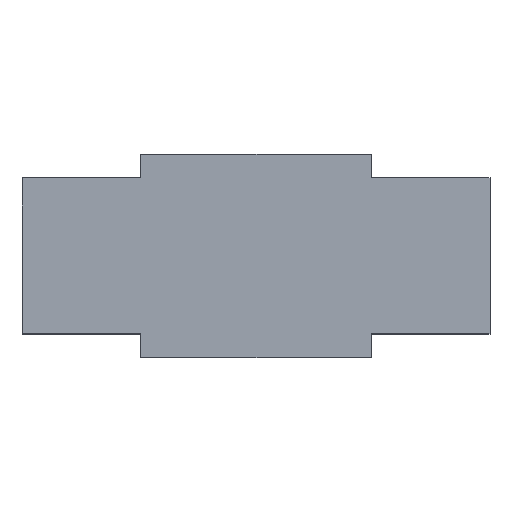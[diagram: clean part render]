
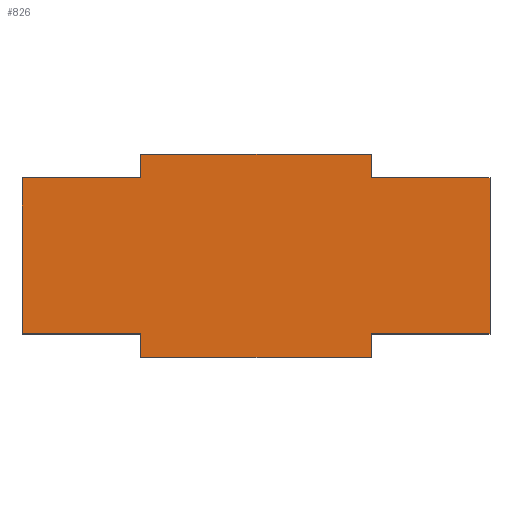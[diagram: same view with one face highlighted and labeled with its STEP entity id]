
A CAD part, top view. The second image highlights one B-rep face of the part: STEP entity #826.
In plain terms, the highlighted planar face has unit normal (0, 0, 1).
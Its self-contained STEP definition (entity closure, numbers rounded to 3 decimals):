
#810=AXIS2_PLACEMENT_3D('Plane Axis2P3D',#807,#808,#809) ;
#446=CARTESIAN_POINT('Vertex',(-12.872,13.,-49.75)) ;
#460=CARTESIAN_POINT('Vertex',(-42.472,13.,-49.75)) ;
#463=CARTESIAN_POINT('Line Origine',(-27.672,13.,-49.75)) ;
#491=CARTESIAN_POINT('Vertex',(-42.472,10.,-49.75)) ;
#494=CARTESIAN_POINT('Line Origine',(-42.472,11.5,-49.75)) ;
#522=CARTESIAN_POINT('Vertex',(-57.672,10.,-49.75)) ;
#525=CARTESIAN_POINT('Line Origine',(-50.072,10.,-49.75)) ;
#553=CARTESIAN_POINT('Vertex',(-57.672,-10.,-49.75)) ;
#556=CARTESIAN_POINT('Line Origine',(-57.672,0.,-49.75)) ;
#584=CARTESIAN_POINT('Vertex',(-42.472,-10.,-49.75)) ;
#587=CARTESIAN_POINT('Line Origine',(-50.072,-10.,-49.75)) ;
#610=CARTESIAN_POINT('Vertex',(-42.472,-13.,-49.75)) ;
#613=CARTESIAN_POINT('Line Origine',(-42.472,-11.5,-49.75)) ;
#641=CARTESIAN_POINT('Vertex',(-12.872,-13.,-49.75)) ;
#644=CARTESIAN_POINT('Line Origine',(-27.672,-13.,-49.75)) ;
#672=CARTESIAN_POINT('Vertex',(-12.872,-10.,-49.75)) ;
#675=CARTESIAN_POINT('Line Origine',(-12.872,-11.5,-49.75)) ;
#698=CARTESIAN_POINT('Vertex',(2.328,-10.,-49.75)) ;
#701=CARTESIAN_POINT('Line Origine',(-5.272,-10.,-49.75)) ;
#729=CARTESIAN_POINT('Vertex',(2.328,10.,-49.75)) ;
#732=CARTESIAN_POINT('Line Origine',(2.328,0.,-49.75)) ;
#755=CARTESIAN_POINT('Vertex',(-12.872,10.,-49.75)) ;
#758=CARTESIAN_POINT('Line Origine',(-5.272,10.,-49.75)) ;
#775=CARTESIAN_POINT('Line Origine',(-12.872,11.5,-49.75)) ;
#807=CARTESIAN_POINT('Axis2P3D Location',(0.,0.,-49.75)) ;
#464=DIRECTION('Vector Direction',(1.,0.,0.)) ;
#495=DIRECTION('Vector Direction',(0.,1.,0.)) ;
#526=DIRECTION('Vector Direction',(1.,0.,0.)) ;
#557=DIRECTION('Vector Direction',(0.,1.,0.)) ;
#588=DIRECTION('Vector Direction',(-1.,0.,0.)) ;
#614=DIRECTION('Vector Direction',(0.,1.,0.)) ;
#645=DIRECTION('Vector Direction',(-1.,0.,0.)) ;
#676=DIRECTION('Vector Direction',(0.,-1.,0.)) ;
#702=DIRECTION('Vector Direction',(-1.,0.,0.)) ;
#733=DIRECTION('Vector Direction',(0.,-1.,0.)) ;
#759=DIRECTION('Vector Direction',(1.,0.,0.)) ;
#776=DIRECTION('Vector Direction',(0.,-1.,0.)) ;
#808=DIRECTION('Axis2P3D Direction',(0.,-0.,1.)) ;
#809=DIRECTION('Axis2P3D XDirection',(1.,0.,0.)) ;
#465=VECTOR('Line Direction',#464,1.) ;
#496=VECTOR('Line Direction',#495,1.) ;
#527=VECTOR('Line Direction',#526,1.) ;
#558=VECTOR('Line Direction',#557,1.) ;
#589=VECTOR('Line Direction',#588,1.) ;
#615=VECTOR('Line Direction',#614,1.) ;
#646=VECTOR('Line Direction',#645,1.) ;
#677=VECTOR('Line Direction',#676,1.) ;
#703=VECTOR('Line Direction',#702,1.) ;
#734=VECTOR('Line Direction',#733,1.) ;
#760=VECTOR('Line Direction',#759,1.) ;
#777=VECTOR('Line Direction',#776,1.) ;
#813=ORIENTED_EDGE('',*,*,#467,.T.) ;
#814=ORIENTED_EDGE('',*,*,#498,.T.) ;
#815=ORIENTED_EDGE('',*,*,#529,.T.) ;
#816=ORIENTED_EDGE('',*,*,#560,.T.) ;
#817=ORIENTED_EDGE('',*,*,#591,.T.) ;
#818=ORIENTED_EDGE('',*,*,#617,.T.) ;
#819=ORIENTED_EDGE('',*,*,#648,.T.) ;
#820=ORIENTED_EDGE('',*,*,#679,.T.) ;
#821=ORIENTED_EDGE('',*,*,#705,.T.) ;
#822=ORIENTED_EDGE('',*,*,#736,.T.) ;
#823=ORIENTED_EDGE('',*,*,#762,.T.) ;
#824=ORIENTED_EDGE('',*,*,#779,.T.) ;
#826=ADVANCED_FACE('plaque-teflon-sup',(#825),#811,.T.) ;
#467=EDGE_CURVE('',#447,#461,#466,.F.) ;
#498=EDGE_CURVE('',#461,#492,#497,.F.) ;
#529=EDGE_CURVE('',#492,#523,#528,.F.) ;
#560=EDGE_CURVE('',#523,#554,#559,.F.) ;
#591=EDGE_CURVE('',#554,#585,#590,.F.) ;
#617=EDGE_CURVE('',#585,#611,#616,.F.) ;
#648=EDGE_CURVE('',#611,#642,#647,.F.) ;
#679=EDGE_CURVE('',#642,#673,#678,.F.) ;
#705=EDGE_CURVE('',#673,#699,#704,.F.) ;
#736=EDGE_CURVE('',#699,#730,#735,.F.) ;
#762=EDGE_CURVE('',#730,#756,#761,.F.) ;
#779=EDGE_CURVE('',#756,#447,#778,.F.) ;
#812=EDGE_LOOP('',(#813,#814,#815,#816,#817,#818,#819,#820,#821,#822,#823,#824)) ;
#825=FACE_OUTER_BOUND('',#812,.T.) ;
#466=LINE('Line',#463,#465) ;
#497=LINE('Line',#494,#496) ;
#528=LINE('Line',#525,#527) ;
#559=LINE('Line',#556,#558) ;
#590=LINE('Line',#587,#589) ;
#616=LINE('Line',#613,#615) ;
#647=LINE('Line',#644,#646) ;
#678=LINE('Line',#675,#677) ;
#704=LINE('Line',#701,#703) ;
#735=LINE('Line',#732,#734) ;
#761=LINE('Line',#758,#760) ;
#778=LINE('Line',#775,#777) ;
#811=PLANE('',#810) ;
#447=VERTEX_POINT('',#446) ;
#461=VERTEX_POINT('',#460) ;
#492=VERTEX_POINT('',#491) ;
#523=VERTEX_POINT('',#522) ;
#554=VERTEX_POINT('',#553) ;
#585=VERTEX_POINT('',#584) ;
#611=VERTEX_POINT('',#610) ;
#642=VERTEX_POINT('',#641) ;
#673=VERTEX_POINT('',#672) ;
#699=VERTEX_POINT('',#698) ;
#730=VERTEX_POINT('',#729) ;
#756=VERTEX_POINT('',#755) ;
